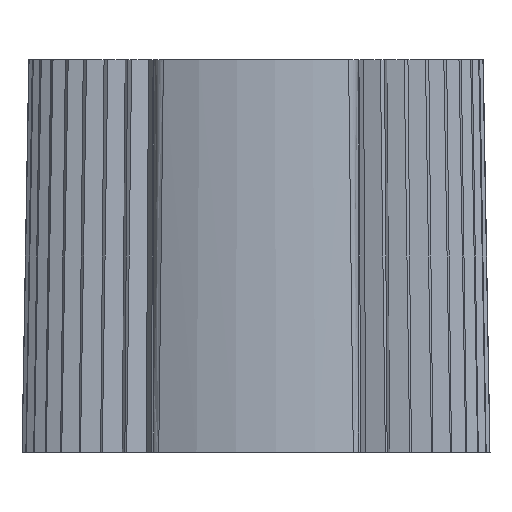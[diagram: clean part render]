
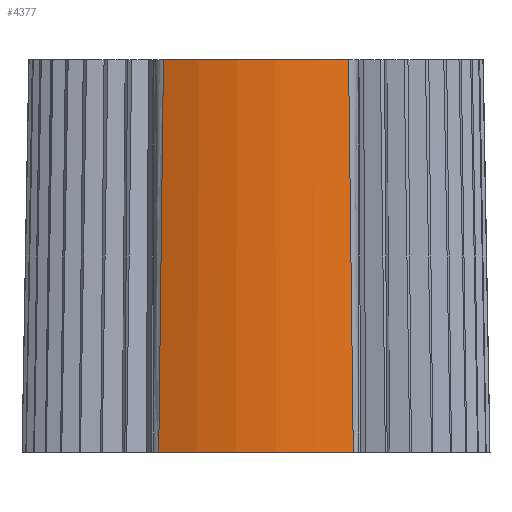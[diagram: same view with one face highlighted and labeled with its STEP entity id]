
A CAD part, front view. The second image highlights one B-rep face of the part: STEP entity #4377.
In plain terms, the highlighted cylindrical face has radius 7.5 mm (diameter 15 mm), a partial arc.
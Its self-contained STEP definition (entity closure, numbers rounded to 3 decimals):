
#744 = VERTEX_POINT('',#745);
#745 = CARTESIAN_POINT('',(3.099,-6.83,14.7));
#752 = EDGE_CURVE('',#744,#753,#755,.T.);
#753 = VERTEX_POINT('',#754);
#754 = CARTESIAN_POINT('',(-3.099,-6.83,14.7));
#755 = CIRCLE('',#756,7.5);
#756 = AXIS2_PLACEMENT_3D('',#757,#758,#759);
#757 = CARTESIAN_POINT('',(0.,0.,14.7)
  );
#758 = DIRECTION('',(0.,0.,-1.));
#759 = DIRECTION('',(-0.707,0.707,0.));
#2859 = VERTEX_POINT('',#2860);
#2860 = CARTESIAN_POINT('',(-2.949,-6.896,27.2));
#2869 = EDGE_CURVE('',#2870,#2859,#2872,.T.);
#2870 = VERTEX_POINT('',#2871);
#2871 = CARTESIAN_POINT('',(2.949,-6.896,27.2));
#2872 = CIRCLE('',#2873,7.5);
#2873 = AXIS2_PLACEMENT_3D('',#2874,#2875,#2876);
#2874 = CARTESIAN_POINT('',(0.,0.,27.2)
  );
#2875 = DIRECTION('',(0.,0.,-1.));
#2876 = DIRECTION('',(-0.707,0.707,0.));
#4377 = ADVANCED_FACE('',(#4378),#4404,.T.);
#4378 = FACE_BOUND('',#4379,.T.);
#4379 = EDGE_LOOP('',(#4380,#4381,#4392,#4393));
#4380 = ORIENTED_EDGE('',*,*,#752,.F.);
#4381 = ORIENTED_EDGE('',*,*,#4382,.T.);
#4382 = EDGE_CURVE('',#744,#2870,#4383,.T.);
#4383 = B_SPLINE_CURVE_WITH_KNOTS('',3,(#4384,#4385,#4386,#4387,#4388,
    #4389,#4390,#4391),.UNSPECIFIED.,.F.,.F.,(4,2,2,4),(0.,
    0.003,0.006,0.013),
  .UNSPECIFIED.);
#4384 = CARTESIAN_POINT('',(3.099,-6.83,14.7));
#4385 = CARTESIAN_POINT('',(3.061,-6.847,
    15.741));
#4386 = CARTESIAN_POINT('',(3.04,-6.856,
    16.783));
#4387 = CARTESIAN_POINT('',(3.005,-6.872,
    18.866));
#4388 = CARTESIAN_POINT('',(2.992,-6.877,
    19.908));
#4389 = CARTESIAN_POINT('',(2.962,-6.89,
    23.033));
#4390 = CARTESIAN_POINT('',(2.953,-6.894,
    25.116));
#4391 = CARTESIAN_POINT('',(2.949,-6.896,27.2));
#4392 = ORIENTED_EDGE('',*,*,#2869,.T.);
#4393 = ORIENTED_EDGE('',*,*,#4394,.T.);
#4394 = EDGE_CURVE('',#2859,#753,#4395,.T.);
#4395 = B_SPLINE_CURVE_WITH_KNOTS('',3,(#4396,#4397,#4398,#4399,#4400,
    #4401,#4402,#4403),.UNSPECIFIED.,.F.,.F.,(4,2,2,4),(0.,
    0.006,0.009,0.013),
  .UNSPECIFIED.);
#4396 = CARTESIAN_POINT('',(-2.949,-6.896,27.2));
#4397 = CARTESIAN_POINT('',(-2.953,-6.894,
    25.116));
#4398 = CARTESIAN_POINT('',(-2.962,-6.89,
    23.033));
#4399 = CARTESIAN_POINT('',(-2.992,-6.877,
    19.908));
#4400 = CARTESIAN_POINT('',(-3.005,-6.872,
    18.866));
#4401 = CARTESIAN_POINT('',(-3.04,-6.856,
    16.783));
#4402 = CARTESIAN_POINT('',(-3.061,-6.847,
    15.741));
#4403 = CARTESIAN_POINT('',(-3.099,-6.83,14.7));
#4404 = CYLINDRICAL_SURFACE('',#4405,7.5);
#4405 = AXIS2_PLACEMENT_3D('',#4406,#4407,#4408);
#4406 = CARTESIAN_POINT('',(0.,0.,27.2)
  );
#4407 = DIRECTION('',(0.,0.,-1.));
#4408 = DIRECTION('',(-0.707,0.707,0.));
